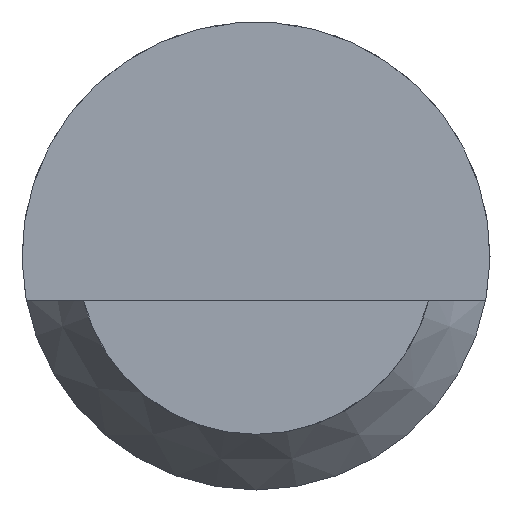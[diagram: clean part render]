
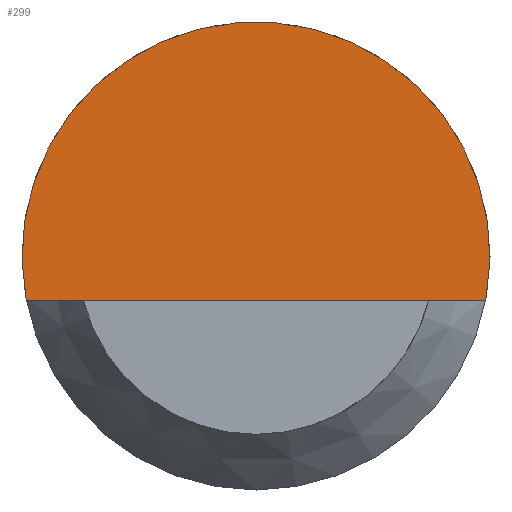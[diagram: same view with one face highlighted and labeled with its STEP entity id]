
A CAD part, left-side view. The second image highlights one B-rep face of the part: STEP entity #299.
In plain terms, the highlighted planar face has unit normal (-1, 0, 0).
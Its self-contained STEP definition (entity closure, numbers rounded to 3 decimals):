
#32=PLANE('',#355);
#52=FACE_OUTER_BOUND('',#74,.T.);
#74=EDGE_LOOP('',(#267,#268));
#87=LINE('',#590,#101);
#101=VECTOR('',#426,10.);
#126=CIRCLE('',#356,21.);
#151=VERTEX_POINT('',#587);
#152=VERTEX_POINT('',#589);
#188=EDGE_CURVE('',#152,#151,#87,.T.);
#197=EDGE_CURVE('',#152,#151,#126,.T.);
#267=ORIENTED_EDGE('',*,*,#188,.T.);
#268=ORIENTED_EDGE('',*,*,#197,.F.);
#299=ADVANCED_FACE('',(#52),#32,.T.);
#355=AXIS2_PLACEMENT_3D('',#607,#440,#441);
#356=AXIS2_PLACEMENT_3D('',#608,#442,#443);
#426=DIRECTION('',(0.,-1.,0.));
#440=DIRECTION('center_axis',(-1.,0.,0.));
#441=DIRECTION('ref_axis',(0.,0.,1.));
#442=DIRECTION('center_axis',(1.,0.,0.));
#443=DIRECTION('ref_axis',(0.,0.,-1.));
#587=CARTESIAN_POINT('',(-56.,-20.616,-4.));
#589=CARTESIAN_POINT('',(-56.,20.616,-4.));
#590=CARTESIAN_POINT('',(-56.,20.808,-4.));
#607=CARTESIAN_POINT('Origin',(-56.,21.,0.));
#608=CARTESIAN_POINT('Origin',(-56.,0.,0.));
